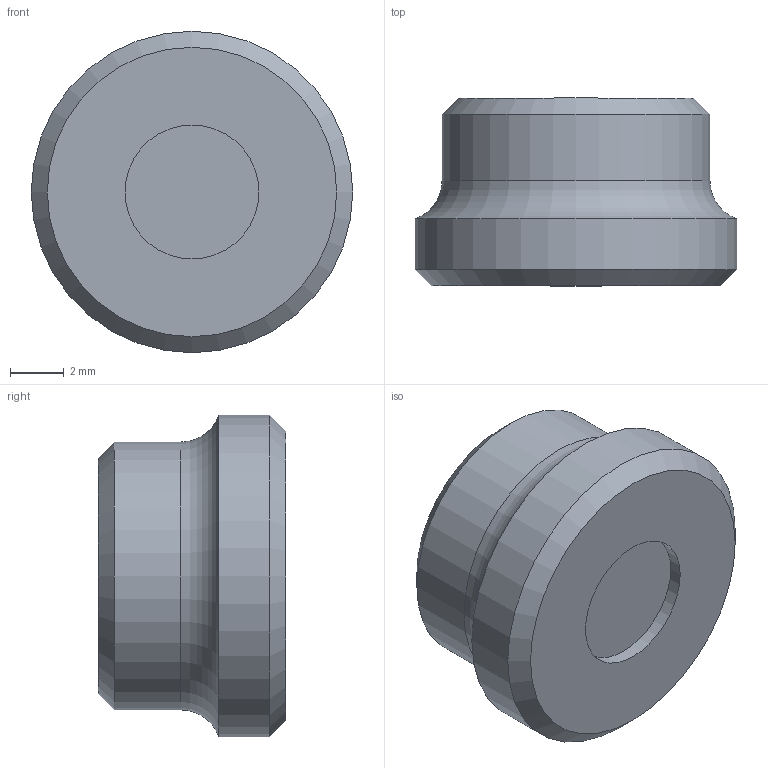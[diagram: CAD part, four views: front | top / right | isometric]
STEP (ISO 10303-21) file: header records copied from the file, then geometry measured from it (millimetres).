
FILE_DESCRIPTION( ( 'STEP AP214' ), '1' );
FILE_NAME( 'K0392.061.stp', '2020-12-07T10:23:33', ( '' ), ( '' ), ' ', 'PARTsolutions', ' ' );
FILE_SCHEMA( ( 'AUTOMOTIVE_DESIGN { 1 0 10303 214 1 1 1 1 }' ) );
Length unit declared in the file: millimetre
Products named in the file (1): _K0392.061
Bounding box: 12 x 7 x 12 mm (x, y, z)
Volume: 539.9 mm3; surface area: 493.8 mm2
Topology: 1 solids, 1 shells, 16 faces, 28 edges, 17 vertices
Faces by surface type: cylinder 5, plane 5, cone 4, torus 2
Full cylindrical faces by diameter (mm): 4.6 x2, 5 x1, 10 x1, 12 x1
Entity records: 466 total; most frequent: DIRECTION 64, CARTESIAN_POINT 49, AXIS2_PLACEMENT_3D 32, EDGE_LOOP 30, ORIENTED_EDGE 30, FACE_OUTER_BOUND 23, VERTEX_POINT 17, STYLED_ITEM 16
